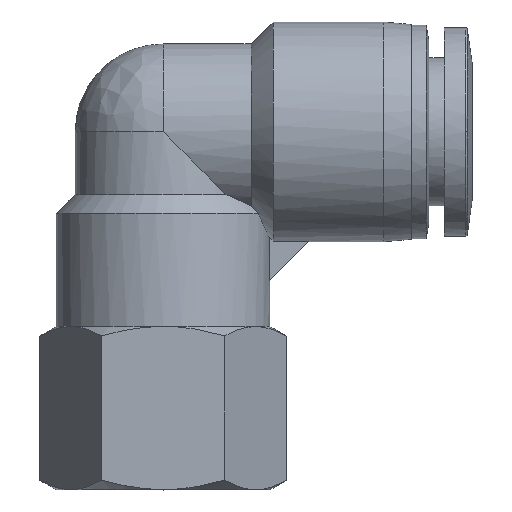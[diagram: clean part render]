
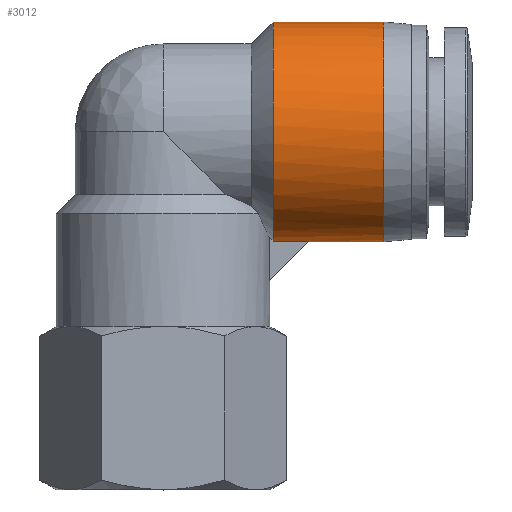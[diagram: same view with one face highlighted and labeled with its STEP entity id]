
A CAD part, top view. The second image highlights one B-rep face of the part: STEP entity #3012.
In plain terms, the highlighted cylindrical face has radius 8.75 mm (diameter 17.5 mm), a partial arc.
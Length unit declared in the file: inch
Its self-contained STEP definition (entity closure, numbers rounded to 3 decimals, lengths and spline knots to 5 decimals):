
#167 = CARTESIAN_POINT ( 'NONE',  ( 0.69094, 0.95472, 0. ) ) ;
#175 = CARTESIAN_POINT ( 'NONE',  ( 0.45275, 0.26574, 0. ) ) ;
#213 = CARTESIAN_POINT ( 'NONE',  ( 0.4535, 0.2665, 0.02625 ) ) ;
#294 = CARTESIAN_POINT ( 'NONE',  ( 0.45275, 0.26574, 0. ) ) ;
#374 = VECTOR ( 'NONE', #3344, 39.37008 ) ;
#556 = AXIS2_PLACEMENT_3D ( 'NONE', #4599, #3204, #3927 ) ;
#777 = CYLINDRICAL_SURFACE ( 'NONE', #556, 0.34449 ) ;
#856 = CARTESIAN_POINT ( 'NONE',  ( 0.51772, 0.26575, 0. ) ) ;
#1026 = CARTESIAN_POINT ( 'NONE',  ( 0.51772, 0.95472, 0. ) ) ;
#1039 = ORIENTED_EDGE ( 'NONE', *, *, #3169, .F. ) ;
#1108 = AXIS2_PLACEMENT_3D ( 'NONE', #1638, #4100, #2007 ) ;
#1239 = FACE_OUTER_BOUND ( 'NONE', #3501, .T. ) ;
#1271 = ORIENTED_EDGE ( 'NONE', *, *, #2481, .F. ) ;
#1277 = CARTESIAN_POINT ( 'NONE',  ( 0.45275, 0.26574, 0.01312 ) ) ;
#1285 = VERTEX_POINT ( 'NONE', #3723 ) ;
#1321 = CARTESIAN_POINT ( 'NONE',  ( 0.37506, 0.26801, 0.03937 ) ) ;
#1394 = VERTEX_POINT ( 'NONE', #3071 ) ;
#1618 = B_SPLINE_CURVE_WITH_KNOTS ( 'NONE', 3,
 ( #175, #1277, #213, #2732 ),
 .UNSPECIFIED., .F., .F.,
 ( 4, 4 ),
 ( 0.5, 1. ),
 .UNSPECIFIED. ) ;
#1638 = CARTESIAN_POINT ( 'NONE',  ( 0.69094, 0.61024, 0. ) ) ;
#1648 = CARTESIAN_POINT ( 'NONE',  ( 0.34449, 0.61024, 0. ) ) ;
#1729 = ORIENTED_EDGE ( 'NONE', *, *, #4116, .F. ) ;
#1750 = VERTEX_POINT ( 'NONE', #294 ) ;
#1885 = VECTOR ( 'NONE', #3352, 39.37008 ) ;
#1997 = LINE ( 'NONE', #1321, #1885 ) ;
#2007 = DIRECTION ( 'NONE',  ( 0., 1., 0. ) ) ;
#2018 = DIRECTION ( 'NONE',  ( 0., 1., 0. ) ) ;
#2032 = CARTESIAN_POINT ( 'NONE',  ( 0.45501, 0.26801, 0.03937 ) ) ;
#2206 = AXIS2_PLACEMENT_3D ( 'NONE', #1648, #4110, #2018 ) ;
#2481 = EDGE_CURVE ( 'NONE', #3171, #1394, #1997, .T. ) ;
#2712 = EDGE_CURVE ( 'NONE', #1394, #1285, #4184, .T. ) ;
#2732 = CARTESIAN_POINT ( 'NONE',  ( 0.45501, 0.26801, 0.03937 ) ) ;
#2758 = LINE ( 'NONE', #1026, #4497 ) ;
#2841 = CARTESIAN_POINT ( 'NONE',  ( 0.69094, 0.26575, 0. ) ) ;
#2869 = CIRCLE ( 'NONE', #1108, 0.34449 ) ;
#2940 = EDGE_CURVE ( 'NONE', #1285, #3532, #2758, .T. ) ;
#3012 = ADVANCED_FACE ( 'NONE', ( #1239 ), #777, .T. ) ;
#3071 = CARTESIAN_POINT ( 'NONE',  ( 0.34449, 0.26801, 0.03937 ) ) ;
#3121 = LINE ( 'NONE', #856, #374 ) ;
#3162 = ORIENTED_EDGE ( 'NONE', *, *, #2712, .F. ) ;
#3169 = EDGE_CURVE ( 'NONE', #1750, #3171, #1618, .T. ) ;
#3171 = VERTEX_POINT ( 'NONE', #2032 ) ;
#3204 = DIRECTION ( 'NONE',  ( 1., 0., 0. ) ) ;
#3267 = VERTEX_POINT ( 'NONE', #2841 ) ;
#3344 = DIRECTION ( 'NONE',  ( 1., 0., 0. ) ) ;
#3352 = DIRECTION ( 'NONE',  ( -1., 0., 0. ) ) ;
#3409 = EDGE_CURVE ( 'NONE', #1750, #3267, #3121, .T. ) ;
#3501 = EDGE_LOOP ( 'NONE', ( #1039, #3881, #1729, #3670, #3162, #1271 ) ) ;
#3532 = VERTEX_POINT ( 'NONE', #167 ) ;
#3670 = ORIENTED_EDGE ( 'NONE', *, *, #2940, .F. ) ;
#3723 = CARTESIAN_POINT ( 'NONE',  ( 0.34449, 0.95472, 0. ) ) ;
#3871 = DIRECTION ( 'NONE',  ( 1., 0., 0. ) ) ;
#3881 = ORIENTED_EDGE ( 'NONE', *, *, #3409, .T. ) ;
#3927 = DIRECTION ( 'NONE',  ( 0., 1., 0. ) ) ;
#4100 = DIRECTION ( 'NONE',  ( 1., 0., 0. ) ) ;
#4110 = DIRECTION ( 'NONE',  ( -1., 0., 0. ) ) ;
#4116 = EDGE_CURVE ( 'NONE', #3532, #3267, #2869, .T. ) ;
#4184 = CIRCLE ( 'NONE', #2206, 0.34449 ) ;
#4497 = VECTOR ( 'NONE', #3871, 39.37008 ) ;
#4599 = CARTESIAN_POINT ( 'NONE',  ( 0.51772, 0.61024, 0. ) ) ;
